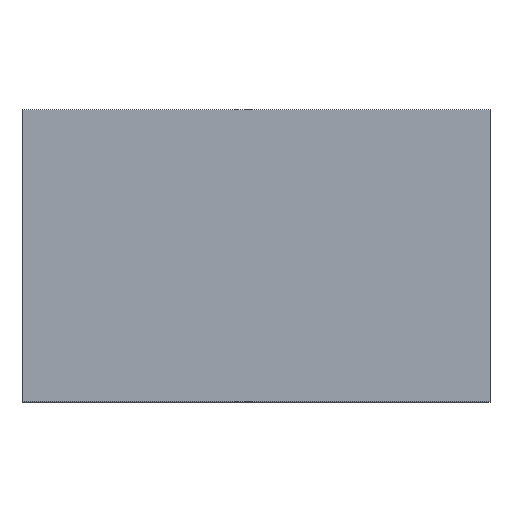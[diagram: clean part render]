
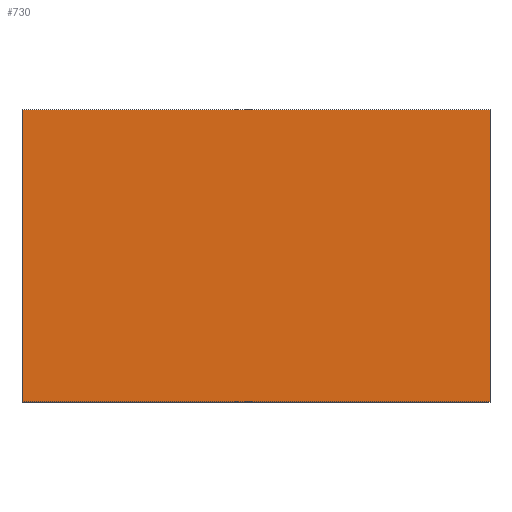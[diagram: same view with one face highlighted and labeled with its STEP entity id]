
A CAD part, top view. The second image highlights one B-rep face of the part: STEP entity #730.
In plain terms, the highlighted planar face has unit normal (0, 0, 1).
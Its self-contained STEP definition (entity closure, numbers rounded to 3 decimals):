
#60=FACE_OUTER_BOUND('',#106,.T.);
#106=EDGE_LOOP('',(#647,#648,#649,#650));
#196=LINE('',#1151,#292);
#198=LINE('',#1155,#294);
#200=LINE('',#1159,#296);
#202=LINE('',#1162,#298);
#292=VECTOR('',#948,10.);
#294=VECTOR('',#952,10.);
#296=VECTOR('',#956,10.);
#298=VECTOR('',#960,10.);
#359=VERTEX_POINT('',#1148);
#360=VERTEX_POINT('',#1150);
#361=VERTEX_POINT('',#1154);
#362=VERTEX_POINT('',#1158);
#452=EDGE_CURVE('',#360,#359,#196,.T.);
#454=EDGE_CURVE('',#361,#360,#198,.T.);
#456=EDGE_CURVE('',#362,#361,#200,.T.);
#458=EDGE_CURVE('',#359,#362,#202,.T.);
#647=ORIENTED_EDGE('',*,*,#458,.T.);
#648=ORIENTED_EDGE('',*,*,#456,.T.);
#649=ORIENTED_EDGE('',*,*,#454,.T.);
#650=ORIENTED_EDGE('',*,*,#452,.T.);
#690=PLANE('',#784);
#730=ADVANCED_FACE('',(#60),#690,.T.);
#784=AXIS2_PLACEMENT_3D('',#1163,#961,#962);
#948=DIRECTION('',(-1.,0.,0.));
#952=DIRECTION('',(0.,1.,0.));
#956=DIRECTION('',(1.,0.,0.));
#960=DIRECTION('',(0.,-1.,0.));
#961=DIRECTION('center_axis',(0.,0.,1.));
#962=DIRECTION('ref_axis',(1.,0.,0.));
#1148=CARTESIAN_POINT('',(0.,13.8,8.05));
#1150=CARTESIAN_POINT('',(22.1,13.8,8.05));
#1151=CARTESIAN_POINT('',(22.1,13.8,8.05));
#1154=CARTESIAN_POINT('',(22.1,0.,8.05));
#1155=CARTESIAN_POINT('',(22.1,0.,8.05));
#1158=CARTESIAN_POINT('',(0.,0.,8.05));
#1159=CARTESIAN_POINT('',(0.,0.,8.05));
#1162=CARTESIAN_POINT('',(0.,13.8,8.05));
#1163=CARTESIAN_POINT('Origin',(11.05,6.9,8.05));
